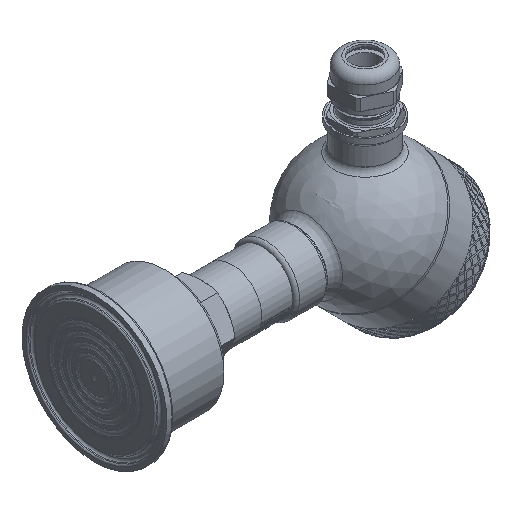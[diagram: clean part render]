
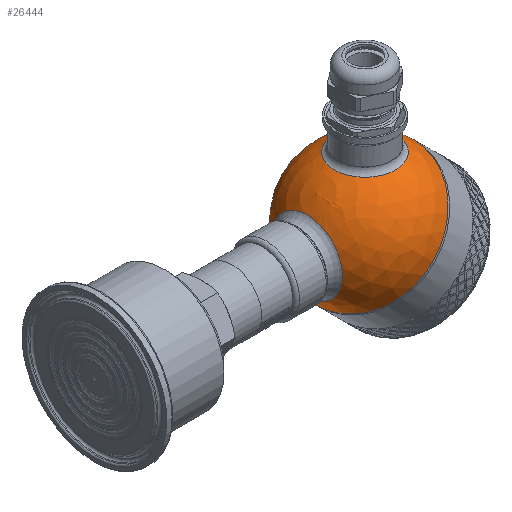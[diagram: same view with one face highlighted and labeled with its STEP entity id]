
A CAD part, isometric view. The second image highlights one B-rep face of the part: STEP entity #26444.
In plain terms, the highlighted spherical face has radius 30 mm.
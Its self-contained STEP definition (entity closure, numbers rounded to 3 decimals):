
#140=SPHERICAL_SURFACE('',#28306,30.);
#251=FACE_BOUND('',#4367,.T.);
#252=FACE_BOUND('',#4368,.T.);
#2610=FACE_OUTER_BOUND('',#4366,.T.);
#4366=EDGE_LOOP('',(#20857,#20858,#20859,#20860));
#4367=EDGE_LOOP('',(#20861));
#4368=EDGE_LOOP('',(#20862));
#5900=CIRCLE('',#28303,15.643);
#5903=CIRCLE('',#28307,30.);
#5904=CIRCLE('',#28308,30.);
#5905=CIRCLE('',#28309,30.);
#5906=CIRCLE('',#28310,13.5);
#11410=VERTEX_POINT('',#55656);
#11412=VERTEX_POINT('',#55662);
#11413=VERTEX_POINT('',#55663);
#11414=VERTEX_POINT('',#55665);
#11415=VERTEX_POINT('',#55668);
#14811=EDGE_CURVE('',#11410,#11410,#5900,.T.);
#14814=EDGE_CURVE('',#11412,#11413,#5903,.T.);
#14815=EDGE_CURVE('',#11412,#11414,#5904,.T.);
#14816=EDGE_CURVE('',#11413,#11412,#5905,.T.);
#14817=EDGE_CURVE('',#11415,#11415,#5906,.T.);
#20857=ORIENTED_EDGE('',*,*,#14814,.F.);
#20858=ORIENTED_EDGE('',*,*,#14815,.T.);
#20859=ORIENTED_EDGE('',*,*,#14815,.F.);
#20860=ORIENTED_EDGE('',*,*,#14816,.F.);
#20861=ORIENTED_EDGE('',*,*,#14811,.F.);
#20862=ORIENTED_EDGE('',*,*,#14817,.F.);
#26444=ADVANCED_FACE('',(#2610,#251,#252),#140,.T.);
#28303=AXIS2_PLACEMENT_3D('',#55657,#30916,#30917);
#28306=AXIS2_PLACEMENT_3D('',#55661,#30922,#30923);
#28307=AXIS2_PLACEMENT_3D('',#55664,#30924,#30925);
#28308=AXIS2_PLACEMENT_3D('',#55666,#30926,#30927);
#28309=AXIS2_PLACEMENT_3D('',#55667,#30928,#30929);
#28310=AXIS2_PLACEMENT_3D('',#55669,#30930,#30931);
#30916=DIRECTION('center_axis',(-0.707,0.,0.707));
#30917=DIRECTION('ref_axis',(0.707,0.,0.707));
#30922=DIRECTION('center_axis',(1.,0.,0.));
#30923=DIRECTION('ref_axis',(0.,-1.,0.));
#30924=DIRECTION('center_axis',(1.,0.,0.));
#30925=DIRECTION('ref_axis',(0.,1.,0.));
#30926=DIRECTION('center_axis',(0.,0.,1.));
#30927=DIRECTION('ref_axis',(0.,1.,0.));
#30928=DIRECTION('center_axis',(1.,0.,0.));
#30929=DIRECTION('ref_axis',(0.,1.,0.));
#30930=DIRECTION('center_axis',(-0.707,0.,-0.707));
#30931=DIRECTION('ref_axis',(-0.707,0.,0.707));
#55656=CARTESIAN_POINT('',(-29.162,0.,7.04));
#55657=CARTESIAN_POINT('Origin',(-18.101,0.,18.101));
#55661=CARTESIAN_POINT('Origin',(0.,0.,0.));
#55662=CARTESIAN_POINT('',(0.,30.,0.));
#55663=CARTESIAN_POINT('',(0.,-30.,0.));
#55664=CARTESIAN_POINT('Origin',(0.,0.,0.));
#55665=CARTESIAN_POINT('',(-30.,0.,0.));
#55666=CARTESIAN_POINT('Origin',(0.,0.,0.));
#55667=CARTESIAN_POINT('Origin',(0.,0.,0.));
#55668=CARTESIAN_POINT('',(-9.398,0.,-28.49));
#55669=CARTESIAN_POINT('Origin',(-18.944,0.,-18.944));
